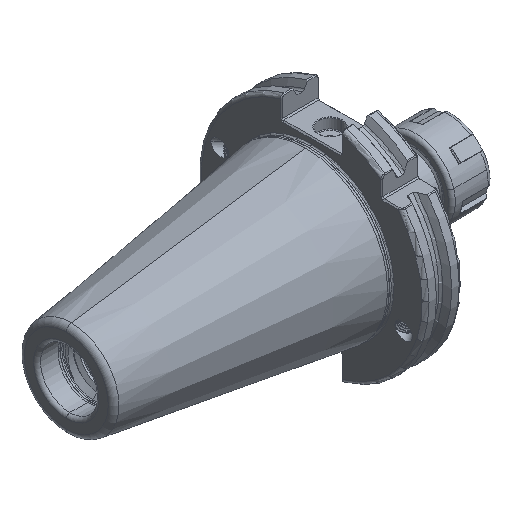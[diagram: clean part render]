
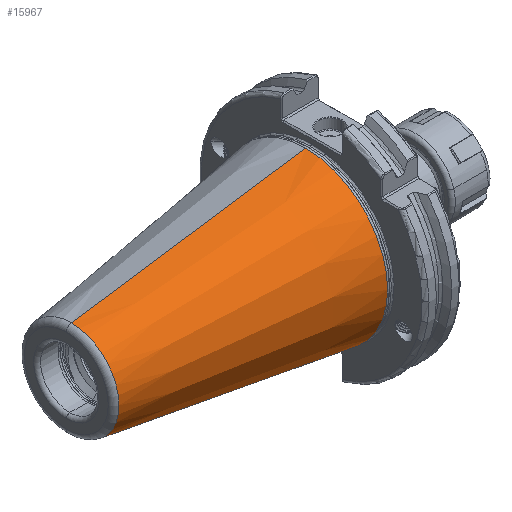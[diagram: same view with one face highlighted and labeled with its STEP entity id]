
A CAD part, isometric view. The second image highlights one B-rep face of the part: STEP entity #15967.
In plain terms, the highlighted conical face has half-angle 8.297 degrees and reference radius 35.392 mm.
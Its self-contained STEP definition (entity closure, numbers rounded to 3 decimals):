
#218 = CARTESIAN_POINT ( 'NONE',  ( -102.811, 0., 0. ) ) ;
#223 = DIRECTION ( 'NONE',  ( 0., 0., 1. ) ) ;
#227 = DIRECTION ( 'NONE',  ( 1., 0., 0. ) ) ;
#1587 = AXIS2_PLACEMENT_3D ( 'NONE', #218, #227, #223 ) ;
#1606 = AXIS2_PLACEMENT_3D ( 'NONE', #18042, #18048, #18009 ) ;
#1794 = AXIS2_PLACEMENT_3D ( 'NONE', #23457, #23452, #23450 ) ;
#4137 = CIRCLE ( 'NONE', #1587, 20.399 ) ;
#4149 = CIRCLE ( 'NONE', #1606, 35.027 ) ;
#10039 = VERTEX_POINT ( 'NONE', #31949 ) ;
#10059 = VERTEX_POINT ( 'NONE', #31594 ) ;
#10770 = EDGE_LOOP ( 'NONE', ( #12528, #12532, #12527, #12515, #12508 ) ) ;
#12508 = ORIENTED_EDGE ( 'NONE', *, *, #22053, .F. ) ;
#12515 = ORIENTED_EDGE ( 'NONE', *, *, #12952, .F. ) ;
#12527 = ORIENTED_EDGE ( 'NONE', *, *, #21968, .T. ) ;
#12528 = ORIENTED_EDGE ( 'NONE', *, *, #21986, .F. ) ;
#12532 = ORIENTED_EDGE ( 'NONE', *, *, #12889, .T. ) ;
#12889 = EDGE_CURVE ( 'NONE', #29604, #29606, #4137, .T. ) ;
#12952 = EDGE_CURVE ( 'NONE', #10059, #29614, #4149, .T. ) ;
#15967 = ADVANCED_FACE ( 'NONE', ( #24244 ), #24232, .T. ) ;
#18009 = DIRECTION ( 'NONE',  ( 0., 1., 0. ) ) ;
#18042 = CARTESIAN_POINT ( 'NONE',  ( -2.5, 0., 0. ) ) ;
#18048 = DIRECTION ( 'NONE',  ( 1., 0., 0. ) ) ;
#21968 = EDGE_CURVE ( 'NONE', #29606, #29614, #31113, .T. ) ;
#21986 = EDGE_CURVE ( 'NONE', #29604, #10039, #31187, .T. ) ;
#22053 = EDGE_CURVE ( 'NONE', #10039, #10059, #31205, .T. ) ;
#23450 = DIRECTION ( 'NONE',  ( 0., 0., -1. ) ) ;
#23452 = DIRECTION ( 'NONE',  ( 1., 0., 0. ) ) ;
#23457 = CARTESIAN_POINT ( 'NONE',  ( 0., 0., 0. ) ) ;
#23511 = AXIS2_PLACEMENT_3D ( 'NONE', #26988, #26968, #26980 ) ;
#24232 = CONICAL_SURFACE ( 'NONE', #1794, 35.392, 0.145 ) ;
#24244 = FACE_OUTER_BOUND ( 'NONE', #10770, .T. ) ;
#24922 = CARTESIAN_POINT ( 'NONE',  ( -102.811, 0., -20.399 ) ) ;
#24959 = CARTESIAN_POINT ( 'NONE',  ( -102.811, 0., 20.399 ) ) ;
#24998 = CARTESIAN_POINT ( 'NONE',  ( -2.5, 0., -35.027 ) ) ;
#26968 = DIRECTION ( 'NONE',  ( 1., 0., 0. ) ) ;
#26980 = DIRECTION ( 'NONE',  ( 0., 1., 0. ) ) ;
#26988 = CARTESIAN_POINT ( 'NONE',  ( -2.5, 0., 0. ) ) ;
#28496 = DIRECTION ( 'NONE',  ( 0.99, 0., -0.144 ) ) ;
#28544 = CARTESIAN_POINT ( 'NONE',  ( 0., 0., -35.392 ) ) ;
#28688 = CARTESIAN_POINT ( 'NONE',  ( 0., 0., 35.392 ) ) ;
#28690 = DIRECTION ( 'NONE',  ( 0.99, 0., 0.144 ) ) ;
#29604 = VERTEX_POINT ( 'NONE', #24959 ) ;
#29606 = VERTEX_POINT ( 'NONE', #24922 ) ;
#29614 = VERTEX_POINT ( 'NONE', #24998 ) ;
#31113 = LINE ( 'NONE', #28544, #31128 ) ;
#31128 = VECTOR ( 'NONE', #28496, 1000. ) ;
#31185 = VECTOR ( 'NONE', #28690, 1000. ) ;
#31187 = LINE ( 'NONE', #28688, #31185 ) ;
#31205 = CIRCLE ( 'NONE', #23511, 35.027 ) ;
#31594 = CARTESIAN_POINT ( 'NONE',  ( -2.5, -35.027, 0. ) ) ;
#31949 = CARTESIAN_POINT ( 'NONE',  ( -2.5, 0., 35.027 ) ) ;
